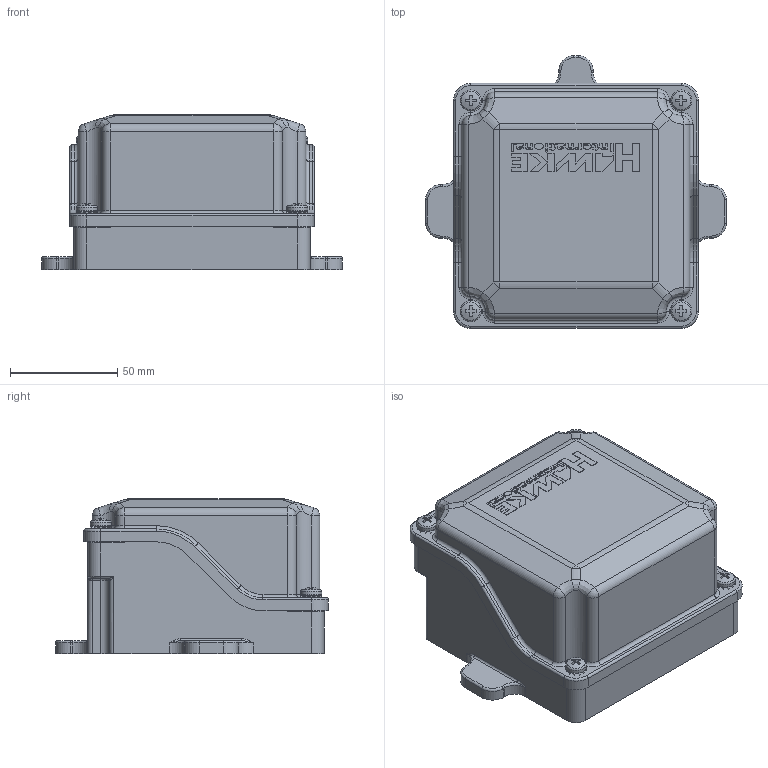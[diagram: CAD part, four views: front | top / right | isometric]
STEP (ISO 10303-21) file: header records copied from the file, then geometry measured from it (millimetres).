
FILE_DESCRIPTION(/* description */ (''),/* implementation_level */ '2;1');
FILE_NAME(/* name */ '940135.stp',/* time_stamp */ '2023-07-24T16:32:38+05:00',/* author */ ('pradhakrishnan'),/* organization */ (''),/* preprocessor_version */ 'ST-DEVELOPER v18',/* originating_system */ 'Autodesk Inventor 2020',/* authorisation */ '');
FILE_SCHEMA (('AUTOMOTIVE_DESIGN { 1 0 10303 214 3 1 1 }'));
Length unit declared in the file: millimetre
Products named in the file (1): 940135
Bounding box: 140 x 127 x 72.2 mm (x, y, z)
Volume: 821470.1 mm3; surface area: 60238.7 mm2
Topology: 1 solids, 1 shells, 1115 faces, 2954 edges, 1862 vertices
Faces by surface type: plane 653, cylinder 256, torus 102, bspline 88, sphere 16
Full cylindrical faces by diameter (mm): 3.8 x8, 9.8 x4
Entity records: 38182 total; most frequent: CARTESIAN_POINT 9079, ORIENTED_EDGE 5988, DIRECTION 5656, EDGE_CURVE 2994, LINE 1920, VECTOR 1920, AXIS2_PLACEMENT_3D 1868, VERTEX_POINT 1862
